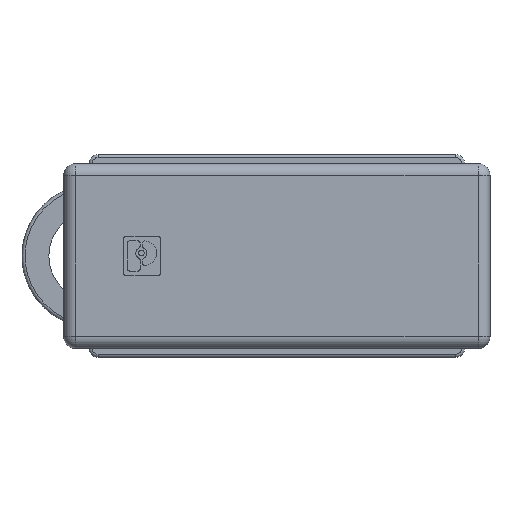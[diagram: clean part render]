
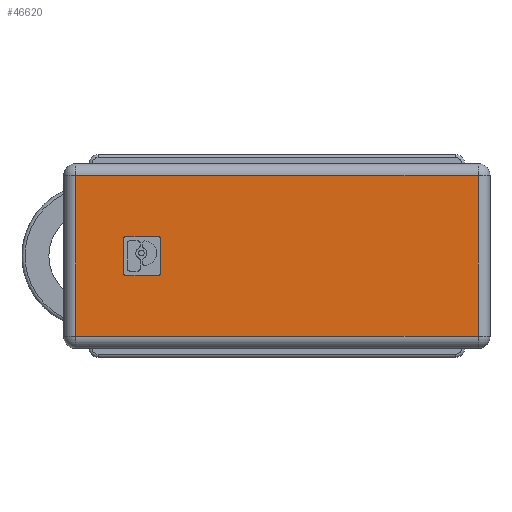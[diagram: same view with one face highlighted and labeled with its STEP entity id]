
A CAD part, top view. The second image highlights one B-rep face of the part: STEP entity #46620.
In plain terms, the highlighted planar face has unit normal (0, 0, 1).
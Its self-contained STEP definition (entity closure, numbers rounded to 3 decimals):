
#45450=CARTESIAN_POINT('',(-7.685,0.,10.6));
#45460=DIRECTION('',(0.,0.,1.));
#45470=DIRECTION('',(1.,0.,0.));
#45480=AXIS2_PLACEMENT_3D('',#45450,#45460,#45470);
#45490=PLANE('',#45480);
#45500=CARTESIAN_POINT('',(0.,29.,10.6));
#45510=DIRECTION('',(-1.,0.,0.));
#45520=VECTOR('',#45510,1.);
#45530=LINE('',#45500,#45520);
#45540=CARTESIAN_POINT('',(77.,29.,10.6));
#45550=VERTEX_POINT('',#45540);
#45560=CARTESIAN_POINT('',(9.5,29.,10.6));
#45570=VERTEX_POINT('',#45560);
#45580=EDGE_CURVE('',#45550,#45570,#45530,.T.);
#45590=ORIENTED_EDGE('',*,*,#45580,.T.);
#45600=CARTESIAN_POINT('',(77.,0.,10.6));
#45610=DIRECTION('',(0.,-1.,0.));
#45620=VECTOR('',#45610,1.);
#45630=LINE('',#45600,#45620);
#45640=CARTESIAN_POINT('',(77.,2.,10.6));
#45650=VERTEX_POINT('',#45640);
#45660=EDGE_CURVE('',#45550,#45650,#45630,.T.);
#45670=ORIENTED_EDGE('',*,*,#45660,.F.);
#45680=CARTESIAN_POINT('',(0.,2.,10.6));
#45690=DIRECTION('',(1.,0.,0.));
#45700=VECTOR('',#45690,1.);
#45710=LINE('',#45680,#45700);
#45720=CARTESIAN_POINT('',(9.5,2.,10.6));
#45730=VERTEX_POINT('',#45720);
#45740=EDGE_CURVE('',#45730,#45650,#45710,.T.);
#45750=ORIENTED_EDGE('',*,*,#45740,.T.);
#45760=CARTESIAN_POINT('',(9.5,0.,10.6));
#45770=DIRECTION('',(0.,-1.,0.));
#45780=VECTOR('',#45770,1.);
#45790=LINE('',#45760,#45780);
#45800=EDGE_CURVE('',#45570,#45730,#45790,.T.);
#45810=ORIENTED_EDGE('',*,*,#45800,.T.);
#45820=EDGE_LOOP('',(#45810,#45750,#45670,#45590));
#45830=FACE_OUTER_BOUND('',#45820,.T.);
#45840=CARTESIAN_POINT('',(62.715,0.,10.6));
#45850=DIRECTION('',(0.,-1.,0.));
#45860=VECTOR('',#45850,1.);
#45870=LINE('',#45840,#45860);
#45880=CARTESIAN_POINT('',(62.715,18.321,10.6));
#45890=VERTEX_POINT('',#45880);
#45900=CARTESIAN_POINT('',(62.715,12.679,10.6));
#45910=VERTEX_POINT('',#45900);
#45920=EDGE_CURVE('',#45890,#45910,#45870,.T.);
#45930=ORIENTED_EDGE('',*,*,#45920,.F.);
#45940=CARTESIAN_POINT('',(62.715,12.679,10.6));
#45950=CARTESIAN_POINT('',(62.715,12.566,10.6));
#45960=CARTESIAN_POINT('',(62.76,12.456,10.6));
#45970=CARTESIAN_POINT('',(62.921,12.295,10.6));
#45980=CARTESIAN_POINT('',(63.03,12.25,10.6));
#45990=CARTESIAN_POINT('',(63.144,12.25,10.6));
#46000=B_SPLINE_CURVE_WITH_KNOTS('',3,(#45940,#45950,#45960,#45970,
#45980,#45990),.UNSPECIFIED.,.F.,.F.,(4,2,4),(0.,1.,2.),.UNSPECIFIED.);
#46010=CARTESIAN_POINT('',(63.144,12.25,10.6));
#46020=VERTEX_POINT('',#46010);
#46030=EDGE_CURVE('',#45910,#46020,#46000,.T.);
#46040=ORIENTED_EDGE('',*,*,#46030,.F.);
#46050=CARTESIAN_POINT('',(0.,12.25,10.6));
#46060=DIRECTION('',(1.,0.,0.));
#46070=VECTOR('',#46060,1.);
#46080=LINE('',#46050,#46070);
#46090=CARTESIAN_POINT('',(68.571,12.25,10.6));
#46100=VERTEX_POINT('',#46090);
#46110=EDGE_CURVE('',#46020,#46100,#46080,.T.);
#46120=ORIENTED_EDGE('',*,*,#46110,.F.);
#46130=CARTESIAN_POINT('',(68.571,12.25,10.6));
#46140=CARTESIAN_POINT('',(68.684,12.25,10.6));
#46150=CARTESIAN_POINT('',(68.794,12.295,10.6));
#46160=CARTESIAN_POINT('',(68.955,12.456,10.6));
#46170=CARTESIAN_POINT('',(69.,12.566,10.6));
#46180=CARTESIAN_POINT('',(69.,12.679,10.6));
#46190=B_SPLINE_CURVE_WITH_KNOTS('',3,(#46130,#46140,#46150,#46160,
#46170,#46180),.UNSPECIFIED.,.F.,.F.,(4,2,4),(0.,1.,2.),.UNSPECIFIED.);
#46200=CARTESIAN_POINT('',(69.,12.679,10.6));
#46210=VERTEX_POINT('',#46200);
#46220=EDGE_CURVE('',#46100,#46210,#46190,.T.);
#46230=ORIENTED_EDGE('',*,*,#46220,.F.);
#46240=CARTESIAN_POINT('',(69.,0.,10.6));
#46250=DIRECTION('',(0.,1.,0.));
#46260=VECTOR('',#46250,1.);
#46270=LINE('',#46240,#46260);
#46280=CARTESIAN_POINT('',(69.,18.321,10.6));
#46290=VERTEX_POINT('',#46280);
#46300=EDGE_CURVE('',#46210,#46290,#46270,.T.);
#46310=ORIENTED_EDGE('',*,*,#46300,.F.);
#46320=CARTESIAN_POINT('',(69.,18.321,10.6));
#46330=CARTESIAN_POINT('',(69.,18.434,10.6));
#46340=CARTESIAN_POINT('',(68.955,18.544,10.6));
#46350=CARTESIAN_POINT('',(68.794,18.705,10.6));
#46360=CARTESIAN_POINT('',(68.684,18.75,10.6));
#46370=CARTESIAN_POINT('',(68.571,18.75,10.6));
#46380=B_SPLINE_CURVE_WITH_KNOTS('',3,(#46320,#46330,#46340,#46350,
#46360,#46370),.UNSPECIFIED.,.F.,.F.,(4,2,4),(0.,1.,2.),.UNSPECIFIED.);
#46390=CARTESIAN_POINT('',(68.571,18.75,10.6));
#46400=VERTEX_POINT('',#46390);
#46410=EDGE_CURVE('',#46290,#46400,#46380,.T.);
#46420=ORIENTED_EDGE('',*,*,#46410,.F.);
#46430=CARTESIAN_POINT('',(0.,18.75,10.6));
#46440=DIRECTION('',(-1.,0.,0.));
#46450=VECTOR('',#46440,1.);
#46460=LINE('',#46430,#46450);
#46470=CARTESIAN_POINT('',(63.144,18.75,10.6));
#46480=VERTEX_POINT('',#46470);
#46490=EDGE_CURVE('',#46400,#46480,#46460,.T.);
#46500=ORIENTED_EDGE('',*,*,#46490,.F.);
#46510=CARTESIAN_POINT('',(63.144,18.75,10.6));
#46520=CARTESIAN_POINT('',(63.03,18.75,10.6));
#46530=CARTESIAN_POINT('',(62.921,18.705,10.6));
#46540=CARTESIAN_POINT('',(62.76,18.544,10.6));
#46550=CARTESIAN_POINT('',(62.715,18.434,10.6));
#46560=CARTESIAN_POINT('',(62.715,18.321,10.6));
#46570=B_SPLINE_CURVE_WITH_KNOTS('',3,(#46510,#46520,#46530,#46540,
#46550,#46560),.UNSPECIFIED.,.F.,.F.,(4,2,4),(0.,1.,2.),.UNSPECIFIED.);
#46580=EDGE_CURVE('',#46480,#45890,#46570,.T.);
#46590=ORIENTED_EDGE('',*,*,#46580,.F.);
#46600=EDGE_LOOP('',(#46590,#46500,#46420,#46310,#46230,#46120,#46040,
#45930));
#46610=FACE_BOUND('',#46600,.T.);
#46620=ADVANCED_FACE('',(#45830,#46610),#45490,.T.);
